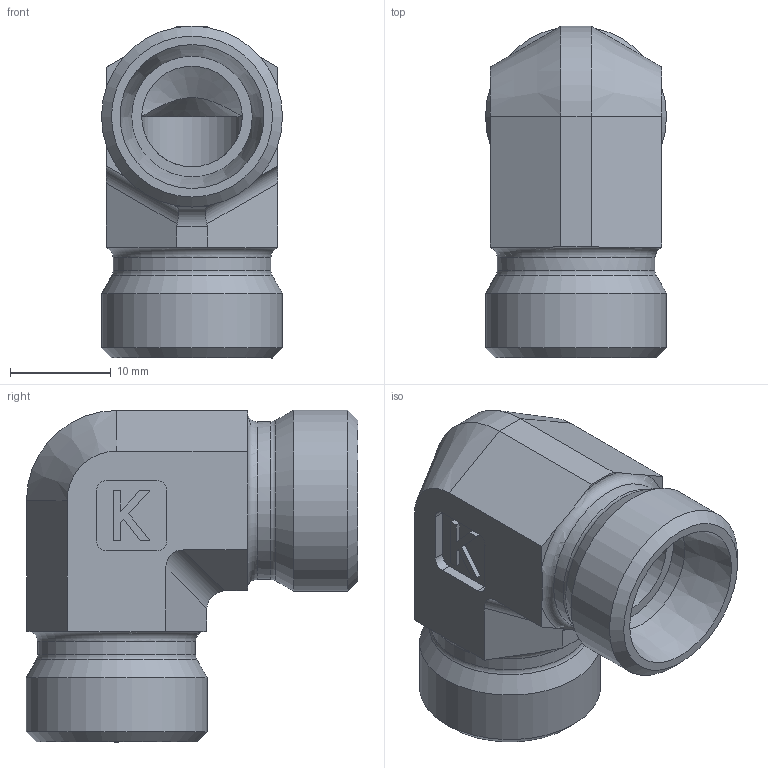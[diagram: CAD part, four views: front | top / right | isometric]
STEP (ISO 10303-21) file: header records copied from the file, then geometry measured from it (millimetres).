
FILE_DESCRIPTION((''),'2;1');
FILE_NAME('351121818.stp','2014-08-13T11:28:26',(''),('KNOMI spol. s r. o.'),'Autodesk Inventor 2012','Autodesk Inventor 2012','');
FILE_SCHEMA(('AUTOMOTIVE_DESIGN { 1 2 10303 214 0 1 1 1 }'));
Length unit declared in the file: millimetre
Products named in the file (1): LS2 12L M18/M18
Bounding box: 18 x 33 x 33 mm (x, y, z)
Volume: 6941.2 mm3; surface area: 4555.3 mm2
Topology: 1 solids, 1 shells, 78 faces, 201 edges, 129 vertices
Faces by surface type: plane 48, cylinder 16, cone 10, torus 4
Full cylindrical faces by diameter (mm): 10 x2, 12 x2, 15.7 x2, 18 x2
Entity records: 2336 total; most frequent: CARTESIAN_POINT 502, DIRECTION 376, ORIENTED_EDGE 352, EDGE_CURVE 176, AXIS2_PLACEMENT_3D 134, VERTEX_POINT 122, VECTOR 108, LINE 108
